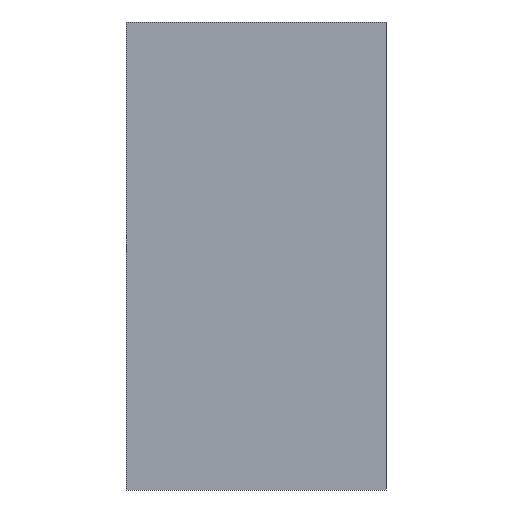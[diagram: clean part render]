
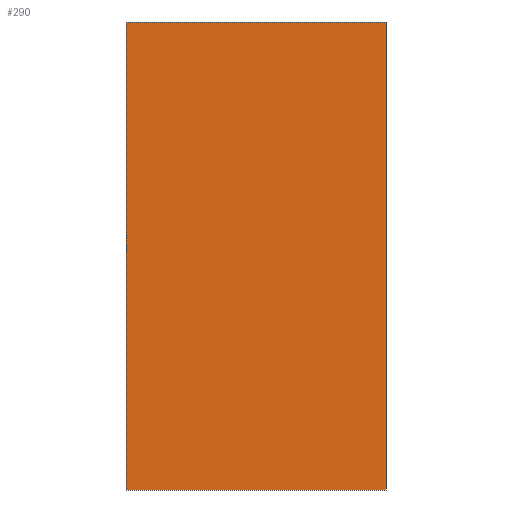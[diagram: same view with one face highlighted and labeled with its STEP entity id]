
A CAD part, left-side view. The second image highlights one B-rep face of the part: STEP entity #290.
In plain terms, the highlighted planar face has unit normal (-1, 0, 0).
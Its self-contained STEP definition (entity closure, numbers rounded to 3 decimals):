
#52=FACE_OUTER_BOUND('',#69,.T.);
#69=EDGE_LOOP('',(#259,#260,#261,#262));
#74=LINE('',#424,#103);
#91=LINE('',#474,#120);
#95=LINE('',#481,#124);
#98=LINE('',#486,#127);
#103=VECTOR('',#344,10.);
#120=VECTOR('',#395,10.);
#124=VECTOR('',#401,10.);
#127=VECTOR('',#408,10.);
#132=VERTEX_POINT('',#422);
#133=VERTEX_POINT('',#423);
#148=VERTEX_POINT('',#472);
#149=VERTEX_POINT('',#473);
#156=EDGE_CURVE('',#132,#133,#74,.T.);
#181=EDGE_CURVE('',#148,#149,#91,.T.);
#185=EDGE_CURVE('',#132,#149,#95,.T.);
#188=EDGE_CURVE('',#148,#133,#98,.T.);
#259=ORIENTED_EDGE('',*,*,#188,.T.);
#260=ORIENTED_EDGE('',*,*,#156,.F.);
#261=ORIENTED_EDGE('',*,*,#185,.T.);
#262=ORIENTED_EDGE('',*,*,#181,.F.);
#275=PLANE('',#333);
#290=ADVANCED_FACE('',(#52),#275,.T.);
#333=AXIS2_PLACEMENT_3D('',#487,#409,#410);
#344=DIRECTION('',(0.,0.,1.));
#395=DIRECTION('',(0.,0.,-1.));
#401=DIRECTION('',(0.,-1.,0.));
#408=DIRECTION('',(0.,1.,0.));
#409=DIRECTION('center_axis',(-1.,0.,0.));
#410=DIRECTION('ref_axis',(0.,0.,1.));
#422=CARTESIAN_POINT('',(-7.25,9.,-9.));
#423=CARTESIAN_POINT('',(-7.25,9.,9.));
#424=CARTESIAN_POINT('',(-7.25,9.,-9.));
#472=CARTESIAN_POINT('',(-7.25,-1.,9.));
#473=CARTESIAN_POINT('',(-7.25,-1.,-9.));
#474=CARTESIAN_POINT('',(-7.25,-1.,-9.));
#481=CARTESIAN_POINT('',(-7.25,0.,-9.));
#486=CARTESIAN_POINT('',(-7.25,0.,9.));
#487=CARTESIAN_POINT('Origin',(-7.25,0.,-9.));
